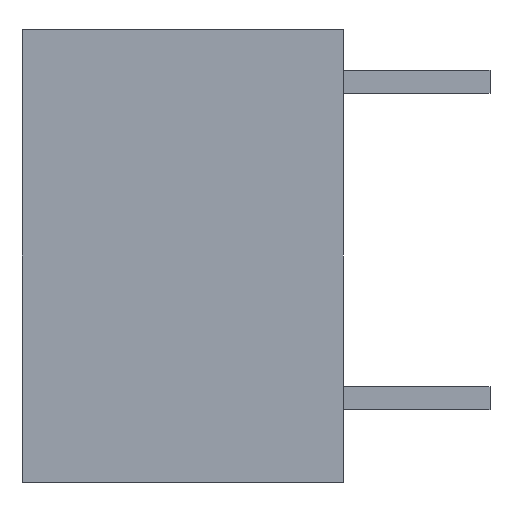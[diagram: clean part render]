
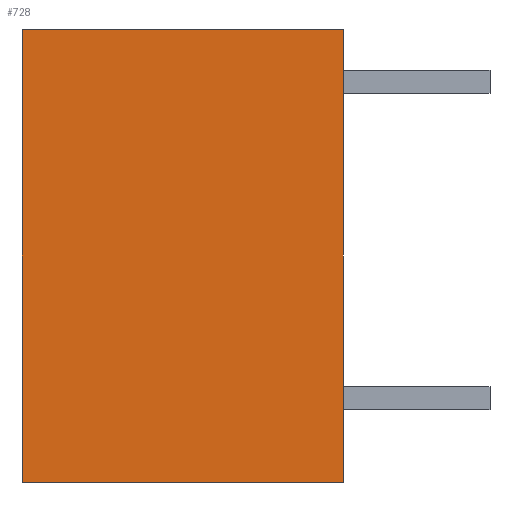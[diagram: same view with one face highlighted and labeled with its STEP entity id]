
A CAD part, left-side view. The second image highlights one B-rep face of the part: STEP entity #728.
In plain terms, the highlighted planar face has unit normal (-1, 0, 0).
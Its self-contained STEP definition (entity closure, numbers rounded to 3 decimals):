
#728 = ADVANCED_FACE ( 'NONE', ( #5309 ), #5312, .F. ) ;
#817 = EDGE_CURVE ( 'NONE', #5583, #6878, #4772, .T. ) ;
#822 = EDGE_CURVE ( 'NONE', #5584, #8676, #3504, .T. ) ;
#846 = EDGE_CURVE ( 'NONE', #5583, #5584, #3780, .T. ) ;
#851 = EDGE_CURVE ( 'NONE', #6878, #8676, #3810, .T. ) ;
#3504 = LINE ( 'NONE', #3508, #9625 ) ;
#3508 = CARTESIAN_POINT ( 'NONE',  ( -9.95, 7.1, 5. ) ) ;
#3510 = DIRECTION ( 'NONE',  ( 0., -1., 0. ) ) ;
#3511 = CARTESIAN_POINT ( 'NONE',  ( -9.95, 0., 5. ) ) ;
#3780 = LINE ( 'NONE', #3781, #9419 ) ;
#3781 = CARTESIAN_POINT ( 'NONE',  ( -9.95, 7.1, -5. ) ) ;
#3782 = DIRECTION ( 'NONE',  ( 0., 0., 1. ) ) ;
#3810 = LINE ( 'NONE', #3820, #9642 ) ;
#3820 = CARTESIAN_POINT ( 'NONE',  ( -9.95, 0., -5. ) ) ;
#3821 = DIRECTION ( 'NONE',  ( 0., 0., 1. ) ) ;
#4772 = LINE ( 'NONE', #4774, #9600 ) ;
#4774 = CARTESIAN_POINT ( 'NONE',  ( -9.95, 7.1, -5. ) ) ;
#4775 = DIRECTION ( 'NONE',  ( 0., -1., 0. ) ) ;
#5309 = FACE_OUTER_BOUND ( 'NONE', #6629, .T. ) ;
#5312 = PLANE ( 'NONE',  #9530 ) ;
#5314 = CARTESIAN_POINT ( 'NONE',  ( -9.95, 7.1, -5. ) ) ;
#5316 = DIRECTION ( 'NONE',  ( 1., 0., 0. ) ) ;
#5317 = DIRECTION ( 'NONE',  ( 0., 0., -1. ) ) ;
#5583 = VERTEX_POINT ( 'NONE', #10971 ) ;
#5584 = VERTEX_POINT ( 'NONE', #10972 ) ;
#6629 = EDGE_LOOP ( 'NONE', ( #10065, #10066, #10067, #10068 ) ) ;
#6878 = VERTEX_POINT ( 'NONE', #11221 ) ;
#8676 = VERTEX_POINT ( 'NONE', #3511 ) ;
#9419 = VECTOR ( 'NONE', #3782, 1000. ) ;
#9530 = AXIS2_PLACEMENT_3D ( 'NONE', #5314, #5316, #5317 ) ;
#9600 = VECTOR ( 'NONE', #4775, 1000. ) ;
#9625 = VECTOR ( 'NONE', #3510, 1000. ) ;
#9642 = VECTOR ( 'NONE', #3821, 1000. ) ;
#10065 = ORIENTED_EDGE ( 'NONE', *, *, #851, .T. ) ;
#10066 = ORIENTED_EDGE ( 'NONE', *, *, #822, .F. ) ;
#10067 = ORIENTED_EDGE ( 'NONE', *, *, #846, .F. ) ;
#10068 = ORIENTED_EDGE ( 'NONE', *, *, #817, .T. ) ;
#10971 = CARTESIAN_POINT ( 'NONE',  ( -9.95, 7.1, -5. ) ) ;
#10972 = CARTESIAN_POINT ( 'NONE',  ( -9.95, 7.1, 5. ) ) ;
#11221 = CARTESIAN_POINT ( 'NONE',  ( -9.95, 0., -5. ) ) ;
